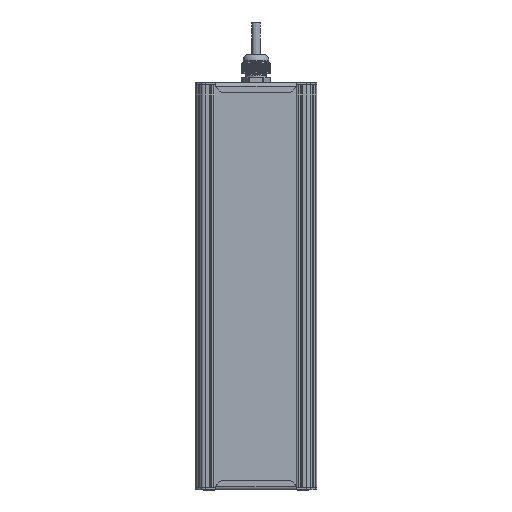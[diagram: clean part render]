
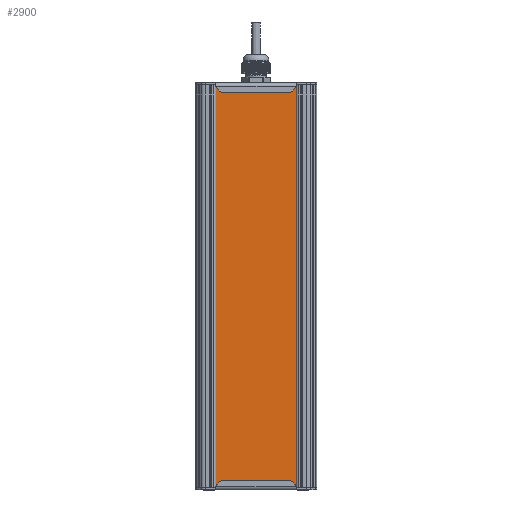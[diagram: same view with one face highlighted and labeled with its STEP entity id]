
A CAD part, front view. The second image highlights one B-rep face of the part: STEP entity #2900.
In plain terms, the highlighted face is planar.
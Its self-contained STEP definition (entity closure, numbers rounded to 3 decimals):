
#2900=ADVANCED_FACE('',(#11896),#11898,.T.);
#11896=FACE_BOUND('',#11897,.T.);
#11897=EDGE_LOOP('',(#37664,#37665,#37666,#37667));
#11898=PLANE('',#11899);
#11899=AXIS2_PLACEMENT_3D('',#11900,#11901,#11902);
#11900=CARTESIAN_POINT('',(120.465,593.492,117.308));
#11901=DIRECTION('',(0.,0.,-1.));
#11902=DIRECTION('',(0.,1.,0.));
#37664=ORIENTED_EDGE('',*,*,#43560,.T.);
#37665=ORIENTED_EDGE('',*,*,#43562,.F.);
#37666=ORIENTED_EDGE('',*,*,#43563,.F.);
#37667=ORIENTED_EDGE('',*,*,#43564,.T.);
#43560=EDGE_CURVE('',#48843,#48841,#48844,.T.);
#43562=EDGE_CURVE('',#48846,#48841,#48847,.T.);
#43563=EDGE_CURVE('',#48848,#48846,#48849,.T.);
#43564=EDGE_CURVE('',#48848,#48843,#48850,.T.);
#48841=VERTEX_POINT('',#67079);
#48843=VERTEX_POINT('',#67083);
#48844=LINE('',#67084,#67085);
#48846=VERTEX_POINT('',#67090);
#48847=LINE('',#67091,#67092);
#48848=VERTEX_POINT('',#67094);
#48849=LINE('',#67095,#67096);
#48850=LINE('',#67098,#67099);
#67079=CARTESIAN_POINT('',(453.965,679.838,117.308));
#67083=CARTESIAN_POINT('',(82.965,679.838,117.308));
#67084=CARTESIAN_POINT('',(82.965,679.838,117.308));
#67085=VECTOR('',#67086,1.);
#67086=DIRECTION('',(1.,0.,0.));
#67090=CARTESIAN_POINT('',(453.965,593.492,117.308));
#67091=CARTESIAN_POINT('',(453.965,593.492,117.308));
#67092=VECTOR('',#67093,1.);
#67093=DIRECTION('',(0.,1.,0.));
#67094=CARTESIAN_POINT('',(82.965,593.492,117.308));
#67095=CARTESIAN_POINT('',(82.965,593.492,117.308));
#67096=VECTOR('',#67097,1.);
#67097=DIRECTION('',(1.,0.,0.));
#67098=CARTESIAN_POINT('',(82.965,593.492,117.308));
#67099=VECTOR('',#67100,1.);
#67100=DIRECTION('',(0.,1.,0.));
